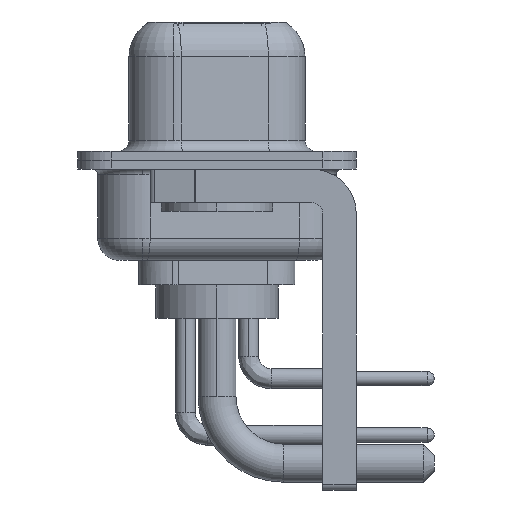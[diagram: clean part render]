
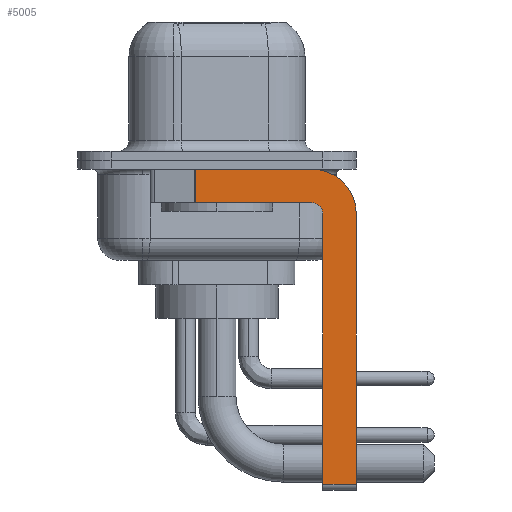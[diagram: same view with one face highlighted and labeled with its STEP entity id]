
A CAD part, left-side view. The second image highlights one B-rep face of the part: STEP entity #5005.
In plain terms, the highlighted planar face has unit normal (-1, 0, 0).
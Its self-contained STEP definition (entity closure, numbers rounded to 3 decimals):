
#137 = EDGE_LOOP ( 'NONE', ( #5423, #17254, #7938, #1593, #8101, #5278, #1621, #2108 ) ) ;
#213 = VERTEX_POINT ( 'NONE', #914 ) ;
#522 = EDGE_CURVE ( 'NONE', #9404, #16981, #5902, .T. ) ;
#529 = CARTESIAN_POINT ( 'NONE',  ( -2.9, 3., -0.4 ) ) ;
#914 = CARTESIAN_POINT ( 'NONE',  ( -2.9, -6.25, -14.55 ) ) ;
#1112 = EDGE_CURVE ( 'NONE', #3478, #5591, #7842, .T. ) ;
#1593 = ORIENTED_EDGE ( 'NONE', *, *, #4152, .F. ) ;
#1621 = ORIENTED_EDGE ( 'NONE', *, *, #5038, .F. ) ;
#1870 = DIRECTION ( 'NONE',  ( 1., 0., 0. ) ) ;
#2108 = ORIENTED_EDGE ( 'NONE', *, *, #16070, .F. ) ;
#2248 = EDGE_CURVE ( 'NONE', #3102, #17058, #3285, .T. ) ;
#2552 = DIRECTION ( 'NONE',  ( 0., -1., 0. ) ) ;
#2670 = CIRCLE ( 'NONE', #12085, 0.5 ) ;
#2768 = CARTESIAN_POINT ( 'NONE',  ( -2.9, 0.978, -1.9 ) ) ;
#2986 = VECTOR ( 'NONE', #4177, 1000. ) ;
#3102 = VERTEX_POINT ( 'NONE', #16204 ) ;
#3285 = LINE ( 'NONE', #529, #14024 ) ;
#3320 = CARTESIAN_POINT ( 'NONE',  ( -2.9, -6.25, -2.4 ) ) ;
#3377 = DIRECTION ( 'NONE',  ( 0., 0., -1. ) ) ;
#3478 = VERTEX_POINT ( 'NONE', #8208 ) ;
#3699 = CIRCLE ( 'NONE', #6864, 2. ) ;
#4000 = EDGE_CURVE ( 'NONE', #3478, #213, #10771, .T. ) ;
#4152 = EDGE_CURVE ( 'NONE', #5591, #9404, #2670, .T. ) ;
#4177 = DIRECTION ( 'NONE',  ( 0., 0., -1. ) ) ;
#4263 = DIRECTION ( 'NONE',  ( 0., 0., -1. ) ) ;
#4327 = DIRECTION ( 'NONE',  ( -1., 0., 0. ) ) ;
#4331 = CARTESIAN_POINT ( 'NONE',  ( -2.9, -4.75, -2.4 ) ) ;
#5005 = ADVANCED_FACE ( 'NONE', ( #8296 ), #5522, .F. ) ;
#5038 = EDGE_CURVE ( 'NONE', #6202, #213, #8039, .T. ) ;
#5110 = DIRECTION ( 'NONE',  ( 0., 0., -1. ) ) ;
#5278 = ORIENTED_EDGE ( 'NONE', *, *, #4000, .T. ) ;
#5423 = ORIENTED_EDGE ( 'NONE', *, *, #2248, .F. ) ;
#5522 = PLANE ( 'NONE',  #9849 ) ;
#5591 = VERTEX_POINT ( 'NONE', #4331 ) ;
#5902 = LINE ( 'NONE', #8778, #6772 ) ;
#6084 = DIRECTION ( 'NONE',  ( 0., 1., 0. ) ) ;
#6120 = CARTESIAN_POINT ( 'NONE',  ( -2.9, 0.978, -1.9 ) ) ;
#6174 = VECTOR ( 'NONE', #5110, 1000. ) ;
#6202 = VERTEX_POINT ( 'NONE', #3320 ) ;
#6360 = VECTOR ( 'NONE', #2552, 1000. ) ;
#6772 = VECTOR ( 'NONE', #6084, 1000. ) ;
#6864 = AXIS2_PLACEMENT_3D ( 'NONE', #15866, #1870, #3377 ) ;
#7000 = EDGE_CURVE ( 'NONE', #3102, #16981, #14422, .T. ) ;
#7799 = CARTESIAN_POINT ( 'NONE',  ( -2.9, -4.25, -1.9 ) ) ;
#7842 = LINE ( 'NONE', #13289, #10838 ) ;
#7938 = ORIENTED_EDGE ( 'NONE', *, *, #522, .F. ) ;
#8039 = LINE ( 'NONE', #16419, #2986 ) ;
#8101 = ORIENTED_EDGE ( 'NONE', *, *, #1112, .F. ) ;
#8208 = CARTESIAN_POINT ( 'NONE',  ( -2.9, -4.75, -14.55 ) ) ;
#8296 = FACE_OUTER_BOUND ( 'NONE', #137, .T. ) ;
#8778 = CARTESIAN_POINT ( 'NONE',  ( -2.9, -4.25, -1.9 ) ) ;
#9404 = VERTEX_POINT ( 'NONE', #7799 ) ;
#9793 = DIRECTION ( 'NONE',  ( 0., 0., 1. ) ) ;
#9849 = AXIS2_PLACEMENT_3D ( 'NONE', #16331, #13650, #4263 ) ;
#10771 = LINE ( 'NONE', #13625, #6360 ) ;
#10838 = VECTOR ( 'NONE', #11602, 1000. ) ;
#11602 = DIRECTION ( 'NONE',  ( 0., 0., 1. ) ) ;
#12085 = AXIS2_PLACEMENT_3D ( 'NONE', #16574, #4327, #9793 ) ;
#12418 = CARTESIAN_POINT ( 'NONE',  ( -2.9, -4.25, -0.4 ) ) ;
#13289 = CARTESIAN_POINT ( 'NONE',  ( -2.9, -4.75, -14.8 ) ) ;
#13625 = CARTESIAN_POINT ( 'NONE',  ( -2.9, -4.25, -14.55 ) ) ;
#13650 = DIRECTION ( 'NONE',  ( 1., 0., 0. ) ) ;
#14024 = VECTOR ( 'NONE', #16872, 1000. ) ;
#14422 = LINE ( 'NONE', #6120, #6174 ) ;
#15866 = CARTESIAN_POINT ( 'NONE',  ( -2.9, -4.25, -2.4 ) ) ;
#16070 = EDGE_CURVE ( 'NONE', #17058, #6202, #3699, .T. ) ;
#16204 = CARTESIAN_POINT ( 'NONE',  ( -2.9, 0.978, -0.4 ) ) ;
#16331 = CARTESIAN_POINT ( 'NONE',  ( -2.9, -4.25, -2.4 ) ) ;
#16419 = CARTESIAN_POINT ( 'NONE',  ( -2.9, -6.25, -2.4 ) ) ;
#16574 = CARTESIAN_POINT ( 'NONE',  ( -2.9, -4.25, -2.4 ) ) ;
#16872 = DIRECTION ( 'NONE',  ( 0., -1., 0. ) ) ;
#16981 = VERTEX_POINT ( 'NONE', #2768 ) ;
#17058 = VERTEX_POINT ( 'NONE', #12418 ) ;
#17254 = ORIENTED_EDGE ( 'NONE', *, *, #7000, .T. ) ;
